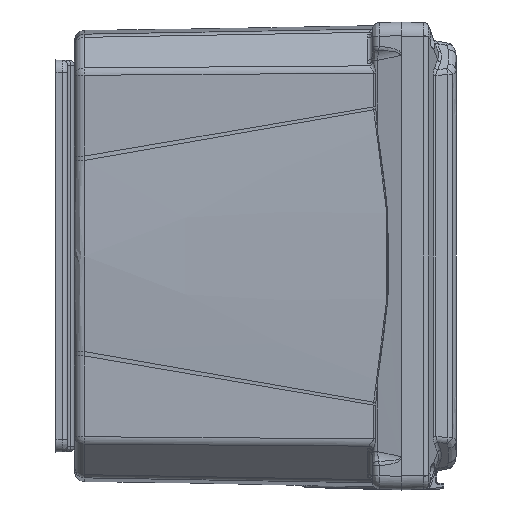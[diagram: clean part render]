
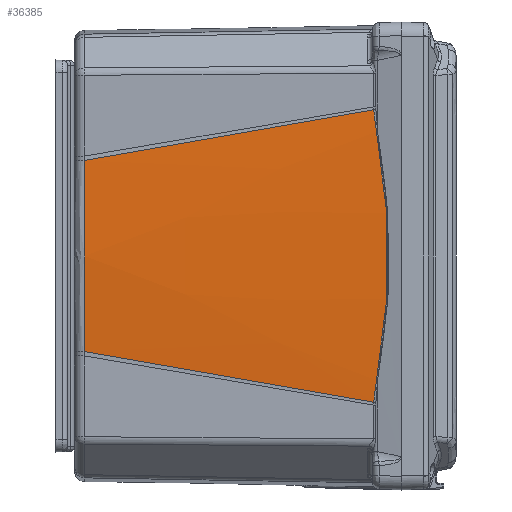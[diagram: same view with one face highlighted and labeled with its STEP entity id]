
A CAD part, front view. The second image highlights one B-rep face of the part: STEP entity #36385.
In plain terms, the highlighted free-form (B-spline) face has degree [3, 3] with [8, 4] control points.
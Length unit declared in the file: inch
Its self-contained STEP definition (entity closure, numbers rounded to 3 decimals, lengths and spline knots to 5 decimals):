
#10811=CARTESIAN_POINT('',(-5.77577,-5.04721,
-1.7429));
#10812=CARTESIAN_POINT('',(-5.21548,-5.05668,
-1.84169));
#10813=CARTESIAN_POINT('',(-4.07779,-5.07604,
-2.04172));
#10814=CARTESIAN_POINT('',(-2.31806,-5.10625,
-2.3499));
#10815=CARTESIAN_POINT('',(-1.11337,-5.12703,
-2.56028));
#10816=CARTESIAN_POINT('',(-0.50281,-5.13759,
-2.66679));
#10825=CARTESIAN_POINT('',(-0.45178,-5.15771,
-2.26904));
#10826=CARTESIAN_POINT('',(-0.45519,-5.15687,
-2.28646));
#10827=CARTESIAN_POINT('',(-0.46207,-5.15518,
-2.32268));
#10828=CARTESIAN_POINT('',(-0.46923,-5.15232,
-2.38158));
#10829=CARTESIAN_POINT('',(-0.4777,-5.14919,
-2.44475));
#10830=CARTESIAN_POINT('',(-0.48644,-5.1457,
-2.51316));
#10831=CARTESIAN_POINT('',(-0.49479,-5.14187,
-2.58676));
#10832=CARTESIAN_POINT('',(-0.5001,-5.13906,
-2.63952));
#10833=CARTESIAN_POINT('',(-0.50281,-5.13759,
-2.66679));
#10847=CARTESIAN_POINT('',(-0.45113,-5.15775,
2.26917));
#10848=CARTESIAN_POINT('',(-0.39608,-5.17149,
1.98341));
#10849=CARTESIAN_POINT('',(-0.30621,-5.19397,
1.3975));
#10850=CARTESIAN_POINT('',(-0.2357,-5.21156,
0.47035));
#10851=CARTESIAN_POINT('',(-0.2357,-5.21158,
-0.46772));
#10852=CARTESIAN_POINT('',(-0.30566,-5.19404,
-1.39577));
#10853=CARTESIAN_POINT('',(-0.3966,-5.17149,
-1.98261));
#10854=CARTESIAN_POINT('',(-0.45178,-5.15771,
-2.26904));
#10870=CARTESIAN_POINT('',(-0.50281,-5.13759,
2.66679));
#10871=CARTESIAN_POINT('',(-0.49879,-5.13979,
2.62615));
#10872=CARTESIAN_POINT('',(-0.49022,-5.1442,
2.54251));
#10873=CARTESIAN_POINT('',(-0.47375,-5.15098,
2.41097));
#10874=CARTESIAN_POINT('',(-0.46065,-5.1554,
2.3174));
#10875=CARTESIAN_POINT('',(-0.45113,-5.15775,
2.26917));
#10968=CARTESIAN_POINT('',(-5.77577,-5.04721,
1.7429));
#10981=CARTESIAN_POINT('',(-0.50281,-5.13759,
2.66679));
#10982=CARTESIAN_POINT('',(-1.11337,-5.12703,
2.56028));
#10983=CARTESIAN_POINT('',(-2.31808,-5.10625,
2.3499));
#10984=CARTESIAN_POINT('',(-4.0778,-5.07604,
2.04172));
#10985=CARTESIAN_POINT('',(-5.21548,-5.05668,
1.84169));
#10986=CARTESIAN_POINT('',(-5.77577,-5.04721,
1.7429));
#10988=CARTESIAN_POINT('',(-5.77577,-5.04721,
1.7429));
#10989=CARTESIAN_POINT('',(-5.77468,-5.07698,
1.35657));
#10990=CARTESIAN_POINT('',(-5.77323,-5.11671,
0.58213));
#10991=CARTESIAN_POINT('',(-5.77323,-5.11671,
-0.58213));
#10992=CARTESIAN_POINT('',(-5.77468,-5.07698,
-1.35657));
#10993=CARTESIAN_POINT('',(-5.77577,-5.04721,
-1.7429));
#14166=VERTEX_POINT('',#10968);
#14168=VERTEX_POINT('',#10993);
#15024=VERTEX_POINT('',#10825);
#15025=VERTEX_POINT('',#10833);
#15028=VERTEX_POINT('',#10847);
#15030=VERTEX_POINT('',#10870);
#36339=CARTESIAN_POINT('',(-0.12534,-5.13857,
2.84054));
#36340=CARTESIAN_POINT('',(-2.04575,-5.10505,
2.49875));
#36341=CARTESIAN_POINT('',(-3.96616,-5.07153,
2.15695));
#36342=CARTESIAN_POINT('',(-5.88656,-5.03801,
1.81516));
#36343=CARTESIAN_POINT('',(-0.12534,-5.14001,2.81314));
#36344=CARTESIAN_POINT('',(-2.04575,-5.10649,
2.47465));
#36345=CARTESIAN_POINT('',(-3.96616,-5.07297,
2.13616));
#36346=CARTESIAN_POINT('',(-5.88656,-5.03945,
1.79767));
#36347=CARTESIAN_POINT('',(-0.12534,-5.17299,
2.17333));
#36348=CARTESIAN_POINT('',(-2.04575,-5.13946,
1.912));
#36349=CARTESIAN_POINT('',(-3.96616,-5.10594,
1.65067));
#36350=CARTESIAN_POINT('',(-5.88656,-5.07242,
1.38933));
#36351=CARTESIAN_POINT('',(-0.12534,-5.21541,
0.91997));
#36352=CARTESIAN_POINT('',(-2.04575,-5.18189,
0.80945));
#36353=CARTESIAN_POINT('',(-3.96616,-5.14837,
0.69892));
#36354=CARTESIAN_POINT('',(-5.88656,-5.11485,
0.58839));
#36355=CARTESIAN_POINT('',(-0.12534,-5.21541,
-0.91997));
#36356=CARTESIAN_POINT('',(-2.04575,-5.18189,
-0.80945));
#36357=CARTESIAN_POINT('',(-3.96616,-5.14837,
-0.69892));
#36358=CARTESIAN_POINT('',(-5.88656,-5.11485,
-0.58839));
#36359=CARTESIAN_POINT('',(-0.12534,-5.17299,
-2.17333));
#36360=CARTESIAN_POINT('',(-2.04575,-5.13946,
-1.912));
#36361=CARTESIAN_POINT('',(-3.96616,-5.10594,
-1.65067));
#36362=CARTESIAN_POINT('',(-5.88656,-5.07242,
-1.38933));
#36363=CARTESIAN_POINT('',(-0.12534,-5.14001,
-2.81314));
#36364=CARTESIAN_POINT('',(-2.04575,-5.10649,
-2.47465));
#36365=CARTESIAN_POINT('',(-3.96616,-5.07297,
-2.13616));
#36366=CARTESIAN_POINT('',(-5.88656,-5.03945,
-1.79767));
#36367=CARTESIAN_POINT('',(-0.12534,-5.13857,
-2.84054));
#36368=CARTESIAN_POINT('',(-2.04575,-5.10505,
-2.49875));
#36369=CARTESIAN_POINT('',(-3.96616,-5.07153,
-2.15695));
#36370=CARTESIAN_POINT('',(-5.88656,-5.03801,
-1.81516));
#36371=B_SPLINE_SURFACE_WITH_KNOTS('',3,3,((#36339,#36340,#36341,#36342),
(#36343,#36344,#36345,#36346),(#36347,#36348,#36349,#36350),(#36351,#36352,
#36353,#36354),(#36355,#36356,#36357,#36358),(#36359,#36360,#36361,#36362),(
#36363,#36364,#36365,#36366),(#36367,#36368,#36369,#36370)),.UNSPECIFIED.,.F.,
.F.,.F.,(4,1,1,1,1,4),(4,4),(-0.01491,0.,0.33333,
0.66667,1.,1.01491),(0.02103,0.98768),
.UNSPECIFIED.);
#36373=ORIENTED_EDGE('',*,*,#36372,.T.);
#36374=ORIENTED_EDGE('',*,*,#36330,.F.);
#36376=ORIENTED_EDGE('',*,*,#36375,.F.);
#36378=ORIENTED_EDGE('',*,*,#36377,.F.);
#36380=ORIENTED_EDGE('',*,*,#36379,.T.);
#36382=ORIENTED_EDGE('',*,*,#36381,.T.);
#36383=EDGE_LOOP('',(#36373,#36374,#36376,#36378,#36380,#36382));
#36384=FACE_OUTER_BOUND('',#36383,.F.);
#36385=ADVANCED_FACE('',(#36384),#36371,.F.);
#10817=B_SPLINE_CURVE_WITH_KNOTS('',3,(#10811,#10812,#10813,#10814,#10815,
#10816),.UNSPECIFIED.,.F.,.F.,(4,1,1,4),(0.,0.33333,
0.66667,1.),.UNSPECIFIED.);
#10834=B_SPLINE_CURVE_WITH_KNOTS('',3,(#10825,#10826,#10827,#10828,#10829,
#10830,#10831,#10832,#10833),.UNSPECIFIED.,.F.,.F.,(4,1,1,1,1,1,4),(0.,
0.16667,0.33333,0.5,0.66667,0.83333,
1.),.UNSPECIFIED.);
#10855=B_SPLINE_CURVE_WITH_KNOTS('',3,(#10847,#10848,#10849,#10850,#10851,
#10852,#10853,#10854),.UNSPECIFIED.,.F.,.F.,(4,1,1,1,1,4),(0.,0.2,0.4,
0.6,0.8,1.),.UNSPECIFIED.);
#10876=B_SPLINE_CURVE_WITH_KNOTS('',3,(#10870,#10871,#10872,#10873,#10874,
#10875),.UNSPECIFIED.,.F.,.F.,(4,1,1,4),(0.,0.33333,
0.66667,1.),.UNSPECIFIED.);
#10987=B_SPLINE_CURVE_WITH_KNOTS('',3,(#10981,#10982,#10983,#10984,#10985,
#10986),.UNSPECIFIED.,.F.,.F.,(4,1,1,4),(0.,0.33333,
0.66667,1.),.UNSPECIFIED.);
#10994=B_SPLINE_CURVE_WITH_KNOTS('',3,(#10988,#10989,#10990,#10991,#10992,
#10993),.UNSPECIFIED.,.F.,.F.,(4,1,1,4),(0.,0.33333,
0.66667,1.),.UNSPECIFIED.);
#36330=EDGE_CURVE('',#14168,#15025,#10817,.T.);
#36372=EDGE_CURVE('',#15024,#15025,#10834,.T.);
#36375=EDGE_CURVE('',#14166,#14168,#10994,.T.);
#36377=EDGE_CURVE('',#15030,#14166,#10987,.T.);
#36379=EDGE_CURVE('',#15030,#15028,#10876,.T.);
#36381=EDGE_CURVE('',#15028,#15024,#10855,.T.);
